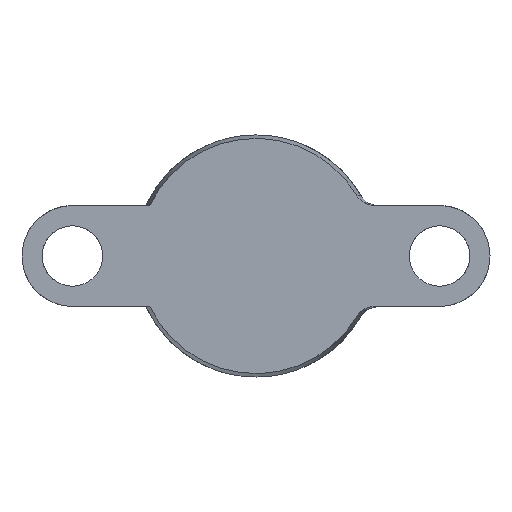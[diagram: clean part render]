
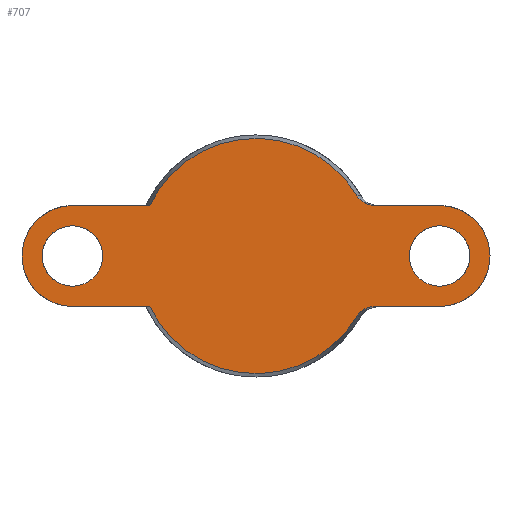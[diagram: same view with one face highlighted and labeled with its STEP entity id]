
A CAD part, front view. The second image highlights one B-rep face of the part: STEP entity #707.
In plain terms, the highlighted planar face has unit normal (0, -1, 0).
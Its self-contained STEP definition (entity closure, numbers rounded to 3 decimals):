
#3 = CARTESIAN_POINT ( 'NONE',  ( -15., 0., -12.5 ) ) ;
#6 = ORIENTED_EDGE ( 'NONE', *, *, #597, .F. ) ;
#8 = EDGE_CURVE ( 'NONE', #1048, #904, #810, .T. ) ;
#21 = DIRECTION ( 'NONE',  ( 0., 1., 0. ) ) ;
#28 = VECTOR ( 'NONE', #449, 1000. ) ;
#42 = CARTESIAN_POINT ( 'NONE',  ( 26.146, 0., -13.64 ) ) ;
#62 = EDGE_CURVE ( 'NONE', #403, #403, #152, .T. ) ;
#66 = CARTESIAN_POINT ( 'NONE',  ( 28.503, 0., -12.556 ) ) ;
#85 = EDGE_CURVE ( 'NONE', #546, #250, #906, .T. ) ;
#105 = CARTESIAN_POINT ( 'NONE',  ( 27.659, 0., 12.79 ) ) ;
#137 = CARTESIAN_POINT ( 'NONE',  ( 15., 0., 12.5 ) ) ;
#152 = CIRCLE ( 'NONE', #832, 7.5 ) ;
#156 = ORIENTED_EDGE ( 'NONE', *, *, #636, .T. ) ;
#162 = CARTESIAN_POINT ( 'NONE',  ( -45.5, 0., -12.5 ) ) ;
#163 = CARTESIAN_POINT ( 'NONE',  ( 27.871, 0., -12.72 ) ) ;
#198 = VECTOR ( 'NONE', #310, 1000. ) ;
#216 = CARTESIAN_POINT ( 'NONE',  ( -29.143, 0., 0. ) ) ;
#218 = CARTESIAN_POINT ( 'NONE',  ( 45.5, 0., 7.5 ) ) ;
#222 = CARTESIAN_POINT ( 'NONE',  ( 45.5, 0., 12.5 ) ) ;
#224 = DIRECTION ( 'NONE',  ( 0., 0., -1. ) ) ;
#238 = CARTESIAN_POINT ( 'NONE',  ( 0., 0., 0. ) ) ;
#243 = AXIS2_PLACEMENT_3D ( 'NONE', #305, #1105, #1185 ) ;
#250 = VERTEX_POINT ( 'NONE', #748 ) ;
#279 = CARTESIAN_POINT ( 'NONE',  ( 29.374, 0., -12.5 ) ) ;
#282 = AXIS2_PLACEMENT_3D ( 'NONE', #287, #896, #1288 ) ;
#287 = CARTESIAN_POINT ( 'NONE',  ( -45.5, 0., 0. ) ) ;
#289 = CARTESIAN_POINT ( 'NONE',  ( 25.237, 0., 14.58 ) ) ;
#305 = CARTESIAN_POINT ( 'NONE',  ( 45.5, 0., 0. ) ) ;
#310 = DIRECTION ( 'NONE',  ( 1., 0., 0. ) ) ;
#313 = CARTESIAN_POINT ( 'NONE',  ( 28.933, 0., 12.5 ) ) ;
#328 = B_SPLINE_CURVE_WITH_KNOTS ( 'NONE', 3,
 ( #909, #313, #712, #893, #105, #513, #384, #793, #787, #797, #1182, #1093, #289, #687 ),
 .UNSPECIFIED., .F., .F.,
 ( 4, 2, 2, 2, 2, 2, 4 ),
 ( 0., 0.001, 0.002, 0.003, 0.003, 0.004, 0.005 ),
 .UNSPECIFIED. ) ;
#331 = VERTEX_POINT ( 'NONE', #1155 ) ;
#345 = CIRCLE ( 'NONE', #786, 7.5 ) ;
#360 = EDGE_LOOP ( 'NONE', ( #6, #766, #156, #1029, #1024, #1092, #1096, #921, #739, #420 ) ) ;
#380 = EDGE_LOOP ( 'NONE', ( #781 ) ) ;
#384 = CARTESIAN_POINT ( 'NONE',  ( 27.057, 0., 13.048 ) ) ;
#400 = CARTESIAN_POINT ( 'NONE',  ( 45.5, 0., -12.5 ) ) ;
#403 = VERTEX_POINT ( 'NONE', #1179 ) ;
#418 = DIRECTION ( 'NONE',  ( 0., -1., 0. ) ) ;
#420 = ORIENTED_EDGE ( 'NONE', *, *, #8, .F. ) ;
#427 = VERTEX_POINT ( 'NONE', #218 ) ;
#435 = CARTESIAN_POINT ( 'NONE',  ( -26.326, 0., 12.5 ) ) ;
#437 = CARTESIAN_POINT ( 'NONE',  ( 25.011, 0., -14.959 ) ) ;
#440 = DIRECTION ( 'NONE',  ( -1., 0., 0. ) ) ;
#449 = DIRECTION ( 'NONE',  ( 1., 0., 0. ) ) ;
#497 = B_SPLINE_CURVE_WITH_KNOTS ( 'NONE', 3,
 ( #437, #838, #1232, #943, #42, #746, #1046, #859, #1064, #163, #66, #1148, #958 ),
 .UNSPECIFIED., .F., .F.,
 ( 4, 2, 2, 1, 2, 2, 4 ),
 ( 0., 0.001, 0.002, 0.003, 0.003, 0.004, 0.005 ),
 .UNSPECIFIED. ) ;
#504 = CARTESIAN_POINT ( 'NONE',  ( -15., 0., 12.5 ) ) ;
#513 = CARTESIAN_POINT ( 'NONE',  ( 27.253, 0., 12.954 ) ) ;
#531 = VERTEX_POINT ( 'NONE', #1068 ) ;
#535 = DIRECTION ( 'NONE',  ( 0., 0., 1. ) ) ;
#541 = FACE_OUTER_BOUND ( 'NONE', #360, .T. ) ;
#546 = VERTEX_POINT ( 'NONE', #162 ) ;
#596 = DIRECTION ( 'NONE',  ( -1., 0., 0. ) ) ;
#597 = EDGE_CURVE ( 'NONE', #331, #1048, #1138, .T. ) ;
#625 = EDGE_CURVE ( 'NONE', #250, #665, #1118, .T. ) ;
#635 = DIRECTION ( 'NONE',  ( 0., -1., 0. ) ) ;
#636 = EDGE_CURVE ( 'NONE', #862, #998, #1034, .T. ) ;
#648 = FACE_BOUND ( 'NONE', #380, .T. ) ;
#652 = ORIENTED_EDGE ( 'NONE', *, *, #799, .T. ) ;
#658 = AXIS2_PLACEMENT_3D ( 'NONE', #216, #21, #535 ) ;
#665 = VERTEX_POINT ( 'NONE', #720 ) ;
#687 = CARTESIAN_POINT ( 'NONE',  ( 25.011, 0., 14.959 ) ) ;
#707 = ADVANCED_FACE ( 'NONE', ( #541, #1226, #648 ), #736, .F. ) ;
#712 = CARTESIAN_POINT ( 'NONE',  ( 28.502, 0., 12.556 ) ) ;
#719 = EDGE_CURVE ( 'NONE', #665, #820, #497, .T. ) ;
#720 = CARTESIAN_POINT ( 'NONE',  ( 25.011, 0., -14.959 ) ) ;
#736 = PLANE ( 'NONE',  #658 ) ;
#739 = ORIENTED_EDGE ( 'NONE', *, *, #1019, .F. ) ;
#746 = CARTESIAN_POINT ( 'NONE',  ( 26.497, 0., -13.379 ) ) ;
#748 = CARTESIAN_POINT ( 'NONE',  ( -26.326, 0., -12.5 ) ) ;
#752 = CARTESIAN_POINT ( 'NONE',  ( 45.5, 0., 0. ) ) ;
#766 = ORIENTED_EDGE ( 'NONE', *, *, #965, .T. ) ;
#781 = ORIENTED_EDGE ( 'NONE', *, *, #62, .F. ) ;
#786 = AXIS2_PLACEMENT_3D ( 'NONE', #752, #985, #1059 ) ;
#787 = CARTESIAN_POINT ( 'NONE',  ( 26.495, 0., 13.38 ) ) ;
#793 = CARTESIAN_POINT ( 'NONE',  ( 26.678, 0., 13.261 ) ) ;
#797 = CARTESIAN_POINT ( 'NONE',  ( 26.144, 0., 13.642 ) ) ;
#799 = EDGE_CURVE ( 'NONE', #427, #427, #345, .T. ) ;
#810 = CIRCLE ( 'NONE', #243, 12.5 ) ;
#813 = DIRECTION ( 'NONE',  ( 0., 0., 1. ) ) ;
#820 = VERTEX_POINT ( 'NONE', #279 ) ;
#822 = CARTESIAN_POINT ( 'NONE',  ( 0., 0., 0. ) ) ;
#829 = LINE ( 'NONE', #1216, #1119 ) ;
#832 = AXIS2_PLACEMENT_3D ( 'NONE', #1022, #418, #813 ) ;
#838 = CARTESIAN_POINT ( 'NONE',  ( 25.237, 0., -14.58 ) ) ;
#848 = CIRCLE ( 'NONE', #282, 12.5 ) ;
#859 = CARTESIAN_POINT ( 'NONE',  ( 27.255, 0., -12.953 ) ) ;
#862 = VERTEX_POINT ( 'NONE', #971 ) ;
#887 = EDGE_CURVE ( 'NONE', #998, #531, #1005, .T. ) ;
#893 = CARTESIAN_POINT ( 'NONE',  ( 27.869, 0., 12.721 ) ) ;
#896 = DIRECTION ( 'NONE',  ( 0., -1., 0. ) ) ;
#904 = VERTEX_POINT ( 'NONE', #400 ) ;
#906 = LINE ( 'NONE', #3, #198 ) ;
#909 = CARTESIAN_POINT ( 'NONE',  ( 29.374, 0., 12.5 ) ) ;
#921 = ORIENTED_EDGE ( 'NONE', *, *, #719, .T. ) ;
#943 = CARTESIAN_POINT ( 'NONE',  ( 25.977, 0., -13.784 ) ) ;
#958 = CARTESIAN_POINT ( 'NONE',  ( 29.374, 0., -12.5 ) ) ;
#965 = EDGE_CURVE ( 'NONE', #331, #862, #328, .T. ) ;
#971 = CARTESIAN_POINT ( 'NONE',  ( 25.011, 0., 14.959 ) ) ;
#985 = DIRECTION ( 'NONE',  ( 0., 1., 0. ) ) ;
#998 = VERTEX_POINT ( 'NONE', #435 ) ;
#1005 = LINE ( 'NONE', #504, #1279 ) ;
#1015 = AXIS2_PLACEMENT_3D ( 'NONE', #238, #1220, #224 ) ;
#1019 = EDGE_CURVE ( 'NONE', #904, #820, #829, .T. ) ;
#1022 = CARTESIAN_POINT ( 'NONE',  ( -45.5, 0., 0. ) ) ;
#1024 = ORIENTED_EDGE ( 'NONE', *, *, #1230, .T. ) ;
#1029 = ORIENTED_EDGE ( 'NONE', *, *, #887, .T. ) ;
#1032 = DIRECTION ( 'NONE',  ( 0., 0., -1. ) ) ;
#1034 = CIRCLE ( 'NONE', #1198, 29.143 ) ;
#1046 = CARTESIAN_POINT ( 'NONE',  ( 26.862, 0., -13.142 ) ) ;
#1048 = VERTEX_POINT ( 'NONE', #222 ) ;
#1059 = DIRECTION ( 'NONE',  ( 0., 0., 1. ) ) ;
#1064 = CARTESIAN_POINT ( 'NONE',  ( 27.662, 0., -12.789 ) ) ;
#1068 = CARTESIAN_POINT ( 'NONE',  ( -45.5, 0., 12.5 ) ) ;
#1092 = ORIENTED_EDGE ( 'NONE', *, *, #85, .T. ) ;
#1093 = CARTESIAN_POINT ( 'NONE',  ( 25.507, 0., 14.24 ) ) ;
#1096 = ORIENTED_EDGE ( 'NONE', *, *, #625, .T. ) ;
#1105 = DIRECTION ( 'NONE',  ( 0., 1., 0. ) ) ;
#1118 = CIRCLE ( 'NONE', #1015, 29.143 ) ;
#1119 = VECTOR ( 'NONE', #440, 1000. ) ;
#1138 = LINE ( 'NONE', #137, #28 ) ;
#1148 = CARTESIAN_POINT ( 'NONE',  ( 28.933, 0., -12.5 ) ) ;
#1155 = CARTESIAN_POINT ( 'NONE',  ( 29.374, 0., 12.5 ) ) ;
#1179 = CARTESIAN_POINT ( 'NONE',  ( -45.5, 0., 7.5 ) ) ;
#1182 = CARTESIAN_POINT ( 'NONE',  ( 25.976, 0., 13.785 ) ) ;
#1185 = DIRECTION ( 'NONE',  ( 0., 0., -1. ) ) ;
#1198 = AXIS2_PLACEMENT_3D ( 'NONE', #822, #635, #1032 ) ;
#1216 = CARTESIAN_POINT ( 'NONE',  ( 15., 0., -12.5 ) ) ;
#1220 = DIRECTION ( 'NONE',  ( 0., -1., 0. ) ) ;
#1226 = FACE_BOUND ( 'NONE', #1273, .T. ) ;
#1230 = EDGE_CURVE ( 'NONE', #531, #546, #848, .T. ) ;
#1232 = CARTESIAN_POINT ( 'NONE',  ( 25.508, 0., -14.24 ) ) ;
#1273 = EDGE_LOOP ( 'NONE', ( #652 ) ) ;
#1279 = VECTOR ( 'NONE', #596, 1000. ) ;
#1288 = DIRECTION ( 'NONE',  ( 0., 0., -1. ) ) ;
